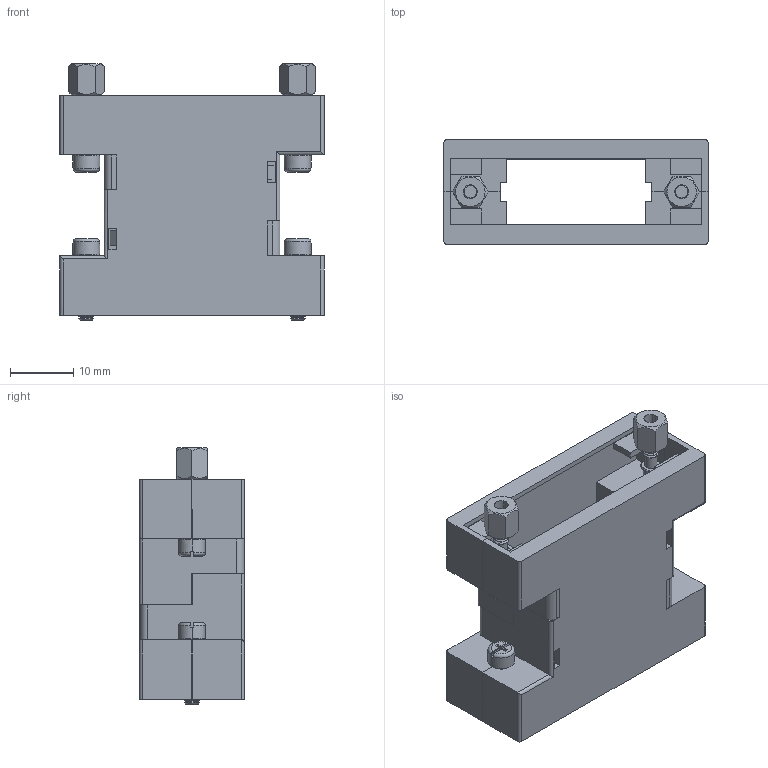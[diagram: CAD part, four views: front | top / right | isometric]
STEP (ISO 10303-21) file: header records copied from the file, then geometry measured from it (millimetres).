
FILE_DESCRIPTION (( 'STEP AP214' ), '1' );
FILE_NAME ('DHP15B_3D.STEP', '2020-10-23T15:08:47', ( '' ), ( '' ), 'SwSTEP 2.0', 'SolidWorks 2018', '' );
FILE_SCHEMA (( 'AUTOMOTIVE_DESIGN' ));
Length unit declared in the file: inch
Products named in the file (4): SDHS-PROD_DEFAULT; DHP15B_3D; DHP15G-MA1 WINS; DHP15G-MA2 WINS
Assembly tree (8 placements, depth 2):
  DHP15B_3D
    DHP15G-MA1 WINS  x2
    DHP15G-MA2 WINS  x4
    SDHS-PROD_DEFAULT  x2
Bounding box: 41.66 x 16.5 x 40.49 mm (x, y, z)
Volume: 7344.9 mm3; surface area: 10649 mm2
Topology: 8 solids, 8 shells, 552 faces, 1392 edges, 868 vertices
Faces by surface type: plane 352, cone 104, cylinder 56, torus 24, bspline 16
Entity records: 7002 total; most frequent: CARTESIAN_POINT 1676, ORIENTED_EDGE 1080, DIRECTION 1008, EDGE_CURVE 540, VECTOR 424, LINE 424, VERTEX_POINT 344, AXIS2_PLACEMENT_3D 292
